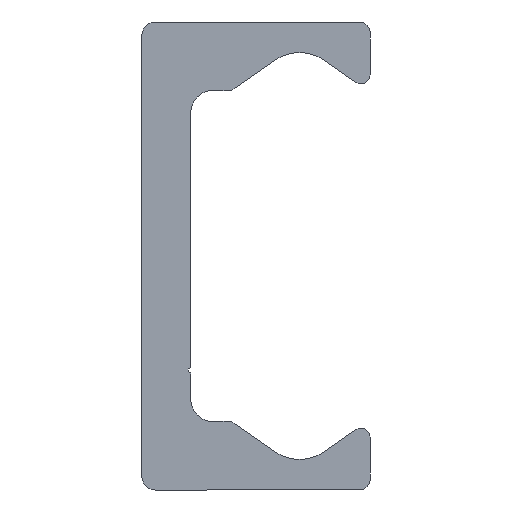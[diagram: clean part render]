
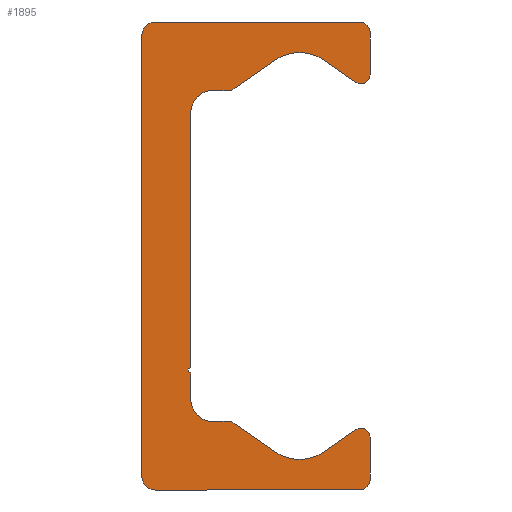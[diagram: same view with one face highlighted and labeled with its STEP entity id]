
A CAD part, left-side view. The second image highlights one B-rep face of the part: STEP entity #1895.
In plain terms, the highlighted planar face has unit normal (-1, 0, 0).
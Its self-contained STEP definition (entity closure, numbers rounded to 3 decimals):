
#968=CARTESIAN_POINT('',(0.0,9.25,-21.5));
#969=VERTEX_POINT('',#968);
#976=CARTESIAN_POINT('',(0.0,10.5,-20.25));
#977=VERTEX_POINT('',#976);
#978=CARTESIAN_POINT('',(0.0,9.25,-20.25));
#979=DIRECTION('',(1.0,0.0,0.0));
#980=DIRECTION('',(0.0,0.0,-1.0));
#981=AXIS2_PLACEMENT_3D('',#978,#979,#980);
#982=CIRCLE('',#981,1.25);
#983=EDGE_CURVE('',#969,#977,#982,.T.);
#1007=CARTESIAN_POINT('',(0.0,-9.5,-21.5));
#1008=VERTEX_POINT('',#1007);
#1015=CARTESIAN_POINT('',(0.0,-9.5,-21.5));
#1016=DIRECTION('',(0.0,1.0,0.0));
#1017=VECTOR('',#1016,18.75);
#1018=LINE('',#1015,#1017);
#1019=EDGE_CURVE('',#1008,#969,#1018,.T.);
#1039=CARTESIAN_POINT('',(0.0,-10.5,-20.5));
#1040=VERTEX_POINT('',#1039);
#1047=CARTESIAN_POINT('',(0.0,-9.5,-20.5));
#1048=DIRECTION('',(1.0,0.0,0.0));
#1049=DIRECTION('',(0.0,-1.0,0.0));
#1050=AXIS2_PLACEMENT_3D('',#1047,#1048,#1049);
#1051=CIRCLE('',#1050,1.0);
#1052=EDGE_CURVE('',#1040,#1008,#1051,.T.);
#1071=CARTESIAN_POINT('',(0.0,-10.5,-16.65));
#1072=VERTEX_POINT('',#1071);
#1079=CARTESIAN_POINT('',(0.0,-10.5,-16.65));
#1080=DIRECTION('',(0.0,0.0,-1.0));
#1081=VECTOR('',#1080,3.85);
#1082=LINE('',#1079,#1081);
#1083=EDGE_CURVE('',#1072,#1040,#1082,.T.);
#1103=CARTESIAN_POINT('',(0.0,-9.162,-15.954));
#1104=VERTEX_POINT('',#1103);
#1111=CARTESIAN_POINT('',(0.0,-9.65,-16.65));
#1112=DIRECTION('',(1.0,0.0,0.0));
#1113=DIRECTION('',(0.0,0.574,0.819));
#1114=AXIS2_PLACEMENT_3D('',#1111,#1112,#1113);
#1115=CIRCLE('',#1114,0.85);
#1116=EDGE_CURVE('',#1104,#1072,#1115,.T.);
#1135=CARTESIAN_POINT('',(0.0,-6.294,-17.962));
#1136=VERTEX_POINT('',#1135);
#1143=CARTESIAN_POINT('',(0.0,-6.294,-17.962));
#1144=DIRECTION('',(0.0,-0.819,0.574));
#1145=VECTOR('',#1144,3.501);
#1146=LINE('',#1143,#1145);
#1147=EDGE_CURVE('',#1136,#1104,#1146,.T.);
#1167=CARTESIAN_POINT('',(0.0,-1.706,-17.962));
#1168=VERTEX_POINT('',#1167);
#1175=CARTESIAN_POINT('',(0.0,-4.,-14.685));
#1176=DIRECTION('',(-1.0,0.0,0.0));
#1177=DIRECTION('',(0.0,0.574,0.819));
#1178=AXIS2_PLACEMENT_3D('',#1175,#1176,#1177);
#1179=CIRCLE('',#1178,4.0);
#1180=EDGE_CURVE('',#1168,#1136,#1179,.T.);
#1199=CARTESIAN_POINT('',(0.0,1.981,-15.381));
#1200=VERTEX_POINT('',#1199);
#1207=CARTESIAN_POINT('',(0.0,1.981,-15.381));
#1208=DIRECTION('',(0.0,-0.819,-0.574));
#1209=VECTOR('',#1208,4.5);
#1210=LINE('',#1207,#1209);
#1211=EDGE_CURVE('',#1200,#1168,#1210,.T.);
#1231=CARTESIAN_POINT('',(0.0,2.554,-15.2));
#1232=VERTEX_POINT('',#1231);
#1239=CARTESIAN_POINT('',(0.0,2.554,-16.2));
#1240=DIRECTION('',(1.0,0.0,0.0));
#1241=DIRECTION('',(0.0,0.0,1.0));
#1242=AXIS2_PLACEMENT_3D('',#1239,#1240,#1241);
#1243=CIRCLE('',#1242,1.);
#1244=EDGE_CURVE('',#1232,#1200,#1243,.T.);
#1263=CARTESIAN_POINT('',(0.0,4.0,-15.2));
#1264=VERTEX_POINT('',#1263);
#1271=CARTESIAN_POINT('',(0.0,4.0,-15.2));
#1272=DIRECTION('',(0.0,-1.0,0.0));
#1273=VECTOR('',#1272,1.446);
#1274=LINE('',#1271,#1273);
#1275=EDGE_CURVE('',#1264,#1232,#1274,.T.);
#1295=CARTESIAN_POINT('',(0.0,6.,-13.2));
#1296=VERTEX_POINT('',#1295);
#1303=CARTESIAN_POINT('',(0.0,4.,-13.2));
#1304=DIRECTION('',(-1.0,0.0,0.0));
#1305=DIRECTION('',(0.0,0.0,1.0));
#1306=AXIS2_PLACEMENT_3D('',#1303,#1304,#1305);
#1307=CIRCLE('',#1306,2.0);
#1308=EDGE_CURVE('',#1296,#1264,#1307,.T.);
#1327=CARTESIAN_POINT('',(0.0,6.,-10.75));
#1328=VERTEX_POINT('',#1327);
#1335=CARTESIAN_POINT('',(0.0,6.,-10.75));
#1336=DIRECTION('',(0.0,0.0,-1.0));
#1337=VECTOR('',#1336,2.45);
#1338=LINE('',#1335,#1337);
#1339=EDGE_CURVE('',#1328,#1296,#1338,.T.);
#1359=CARTESIAN_POINT('',(0.0,6.,-10.25));
#1360=VERTEX_POINT('',#1359);
#1367=CARTESIAN_POINT('',(0.0,6.,-10.5));
#1368=DIRECTION('',(-1.0,0.0,0.0));
#1369=DIRECTION('',(0.0,0.0,1.0));
#1370=AXIS2_PLACEMENT_3D('',#1367,#1368,#1369);
#1371=CIRCLE('',#1370,0.25);
#1372=EDGE_CURVE('',#1360,#1328,#1371,.T.);
#1391=CARTESIAN_POINT('',(0.0,6.,13.2));
#1392=VERTEX_POINT('',#1391);
#1399=CARTESIAN_POINT('',(0.0,6.,13.2));
#1400=DIRECTION('',(0.0,0.0,-1.0));
#1401=VECTOR('',#1400,23.45);
#1402=LINE('',#1399,#1401);
#1403=EDGE_CURVE('',#1392,#1360,#1402,.T.);
#1462=CARTESIAN_POINT('',(0.0,4.0,15.2));
#1463=VERTEX_POINT('',#1462);
#1470=CARTESIAN_POINT('',(0.0,4.,13.2));
#1471=DIRECTION('',(-1.0,0.0,0.0));
#1472=DIRECTION('',(0.0,-1.0,0.0));
#1473=AXIS2_PLACEMENT_3D('',#1470,#1471,#1472);
#1474=CIRCLE('',#1473,2.0);
#1475=EDGE_CURVE('',#1463,#1392,#1474,.T.);
#1494=CARTESIAN_POINT('',(0.0,2.554,15.2));
#1495=VERTEX_POINT('',#1494);
#1502=CARTESIAN_POINT('',(0.0,2.554,15.2));
#1503=DIRECTION('',(0.0,1.0,0.0));
#1504=VECTOR('',#1503,1.446);
#1505=LINE('',#1502,#1504);
#1506=EDGE_CURVE('',#1495,#1463,#1505,.T.);
#1526=CARTESIAN_POINT('',(0.0,1.981,15.381));
#1527=VERTEX_POINT('',#1526);
#1534=CARTESIAN_POINT('',(0.0,2.554,16.2));
#1535=DIRECTION('',(1.0,0.0,0.0));
#1536=DIRECTION('',(0.0,-0.574,-0.819));
#1537=AXIS2_PLACEMENT_3D('',#1534,#1535,#1536);
#1538=CIRCLE('',#1537,1.);
#1539=EDGE_CURVE('',#1527,#1495,#1538,.T.);
#1558=CARTESIAN_POINT('',(0.0,-1.706,17.962));
#1559=VERTEX_POINT('',#1558);
#1566=CARTESIAN_POINT('',(0.0,-1.706,17.962));
#1567=DIRECTION('',(0.0,0.819,-0.574));
#1568=VECTOR('',#1567,4.5);
#1569=LINE('',#1566,#1568);
#1570=EDGE_CURVE('',#1559,#1527,#1569,.T.);
#1590=CARTESIAN_POINT('',(0.0,-6.294,17.962));
#1591=VERTEX_POINT('',#1590);
#1598=CARTESIAN_POINT('',(0.0,-4.,14.685));
#1599=DIRECTION('',(-1.0,0.0,0.0));
#1600=DIRECTION('',(0.0,-0.574,-0.819));
#1601=AXIS2_PLACEMENT_3D('',#1598,#1599,#1600);
#1602=CIRCLE('',#1601,4.0);
#1603=EDGE_CURVE('',#1591,#1559,#1602,.T.);
#1622=CARTESIAN_POINT('',(0.0,-9.162,15.954));
#1623=VERTEX_POINT('',#1622);
#1630=CARTESIAN_POINT('',(0.0,-9.162,15.954));
#1631=DIRECTION('',(0.0,0.819,0.574));
#1632=VECTOR('',#1631,3.501);
#1633=LINE('',#1630,#1632);
#1634=EDGE_CURVE('',#1623,#1591,#1633,.T.);
#1654=CARTESIAN_POINT('',(0.0,-10.5,16.65));
#1655=VERTEX_POINT('',#1654);
#1662=CARTESIAN_POINT('',(0.0,-9.65,16.65));
#1663=DIRECTION('',(1.0,0.0,0.0));
#1664=DIRECTION('',(0.0,-1.0,0.0));
#1665=AXIS2_PLACEMENT_3D('',#1662,#1663,#1664);
#1666=CIRCLE('',#1665,0.85);
#1667=EDGE_CURVE('',#1655,#1623,#1666,.T.);
#1686=CARTESIAN_POINT('',(0.0,-10.5,20.5));
#1687=VERTEX_POINT('',#1686);
#1694=CARTESIAN_POINT('',(0.0,-10.5,20.5));
#1695=DIRECTION('',(0.0,0.0,-1.0));
#1696=VECTOR('',#1695,3.85);
#1697=LINE('',#1694,#1696);
#1698=EDGE_CURVE('',#1687,#1655,#1697,.T.);
#1718=CARTESIAN_POINT('',(0.0,-9.5,21.5));
#1719=VERTEX_POINT('',#1718);
#1726=CARTESIAN_POINT('',(0.0,-9.5,20.5));
#1727=DIRECTION('',(1.0,0.0,0.0));
#1728=DIRECTION('',(0.0,0.0,1.0));
#1729=AXIS2_PLACEMENT_3D('',#1726,#1727,#1728);
#1730=CIRCLE('',#1729,1.0);
#1731=EDGE_CURVE('',#1719,#1687,#1730,.T.);
#1750=CARTESIAN_POINT('',(0.0,9.25,21.5));
#1751=VERTEX_POINT('',#1750);
#1758=CARTESIAN_POINT('',(0.0,9.25,21.5));
#1759=DIRECTION('',(0.0,-1.0,0.0));
#1760=VECTOR('',#1759,18.75);
#1761=LINE('',#1758,#1760);
#1762=EDGE_CURVE('',#1751,#1719,#1761,.T.);
#1782=CARTESIAN_POINT('',(0.0,10.5,20.25));
#1783=VERTEX_POINT('',#1782);
#1790=CARTESIAN_POINT('',(0.0,9.25,20.25));
#1791=DIRECTION('',(1.0,0.0,0.0));
#1792=DIRECTION('',(0.0,1.0,0.0));
#1793=AXIS2_PLACEMENT_3D('',#1790,#1791,#1792);
#1794=CIRCLE('',#1793,1.25);
#1795=EDGE_CURVE('',#1783,#1751,#1794,.T.);
#1813=CARTESIAN_POINT('',(0.0,10.5,-20.25));
#1814=DIRECTION('',(0.0,0.0,1.0));
#1815=VECTOR('',#1814,40.5);
#1816=LINE('',#1813,#1815);
#1817=EDGE_CURVE('',#977,#1783,#1816,.T.);
#1862=CARTESIAN_POINT('',(0.0,2.66,-0.019));
#1863=DIRECTION('',(1.0,0.0,0.0));
#1864=DIRECTION('',(0.0,0.0,-1.0));
#1865=AXIS2_PLACEMENT_3D('',#1862,#1863,#1864);
#1866=PLANE('',#1865);
#1867=ORIENTED_EDGE('',*,*,#1817,.F.);
#1868=ORIENTED_EDGE('',*,*,#983,.F.);
#1869=ORIENTED_EDGE('',*,*,#1019,.F.);
#1870=ORIENTED_EDGE('',*,*,#1052,.F.);
#1871=ORIENTED_EDGE('',*,*,#1083,.F.);
#1872=ORIENTED_EDGE('',*,*,#1116,.F.);
#1873=ORIENTED_EDGE('',*,*,#1147,.F.);
#1874=ORIENTED_EDGE('',*,*,#1180,.F.);
#1875=ORIENTED_EDGE('',*,*,#1211,.F.);
#1876=ORIENTED_EDGE('',*,*,#1244,.F.);
#1877=ORIENTED_EDGE('',*,*,#1275,.F.);
#1878=ORIENTED_EDGE('',*,*,#1308,.F.);
#1879=ORIENTED_EDGE('',*,*,#1339,.F.);
#1880=ORIENTED_EDGE('',*,*,#1372,.F.);
#1881=ORIENTED_EDGE('',*,*,#1403,.F.);
#1882=ORIENTED_EDGE('',*,*,#1475,.F.);
#1883=ORIENTED_EDGE('',*,*,#1506,.F.);
#1884=ORIENTED_EDGE('',*,*,#1539,.F.);
#1885=ORIENTED_EDGE('',*,*,#1570,.F.);
#1886=ORIENTED_EDGE('',*,*,#1603,.F.);
#1887=ORIENTED_EDGE('',*,*,#1634,.F.);
#1888=ORIENTED_EDGE('',*,*,#1667,.F.);
#1889=ORIENTED_EDGE('',*,*,#1698,.F.);
#1890=ORIENTED_EDGE('',*,*,#1731,.F.);
#1891=ORIENTED_EDGE('',*,*,#1762,.F.);
#1892=ORIENTED_EDGE('',*,*,#1795,.F.);
#1893=EDGE_LOOP('',(#1867,#1868,#1869,#1870,#1871,#1872,#1873,#1874,#1875,#1876,#1877,#1878,#1879,#1880,#1881,#1882,#1883,#1884,#1885,#1886,#1887,#1888,#1889,#1890,#1891,#1892));
#1894=FACE_OUTER_BOUND('',#1893,.T.);
#1895=ADVANCED_FACE('',(#1894),#1866,.F.);
